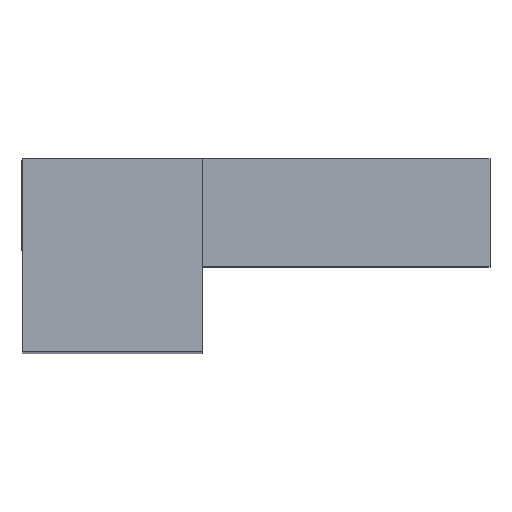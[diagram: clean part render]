
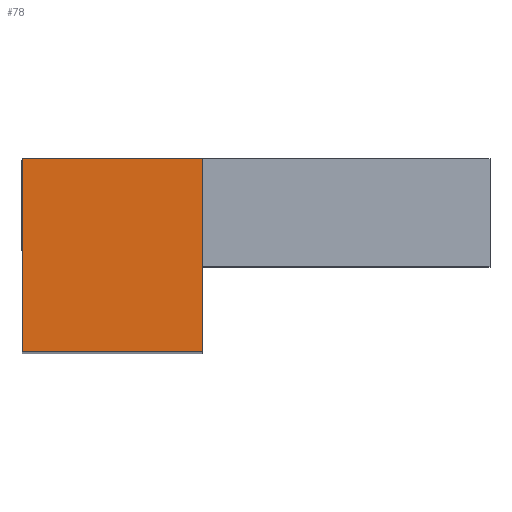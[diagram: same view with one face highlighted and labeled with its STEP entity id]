
A CAD part, top view. The second image highlights one B-rep face of the part: STEP entity #78.
In plain terms, the highlighted planar face has unit normal (0, 0, 1).
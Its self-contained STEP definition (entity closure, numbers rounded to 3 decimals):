
#56=FACE_OUTER_BOUND('',#160,.T.);
#78=ADVANCED_FACE('',(#56),#102,.T.);
#102=PLANE('',#579);
#160=EDGE_LOOP('',(#374,#375,#376,#377));
#186=LINE('',#763,#234);
#199=LINE('',#810,#247);
#208=LINE('',#831,#256);
#212=LINE('',#842,#260);
#234=VECTOR('',#609,1.);
#247=VECTOR('',#644,1.);
#256=VECTOR('',#661,1.);
#260=VECTOR('',#675,1.);
#374=ORIENTED_EDGE('',*,*,#491,.T.);
#375=ORIENTED_EDGE('',*,*,#508,.T.);
#376=ORIENTED_EDGE('',*,*,#468,.T.);
#377=ORIENTED_EDGE('',*,*,#502,.T.);
#420=VERTEX_POINT('',#762);
#421=VERTEX_POINT('',#764);
#442=VERTEX_POINT('',#808);
#444=VERTEX_POINT('',#811);
#468=EDGE_CURVE('',#421,#420,#186,.T.);
#491=EDGE_CURVE('',#444,#442,#199,.T.);
#502=EDGE_CURVE('',#420,#444,#208,.T.);
#508=EDGE_CURVE('',#442,#421,#212,.T.);
#579=AXIS2_PLACEMENT_3D('',#862,#705,#706);
#609=DIRECTION('',(0.,1.,0.));
#644=DIRECTION('',(0.,-1.,0.));
#661=DIRECTION('',(-1.,0.,0.));
#675=DIRECTION('',(1.,0.,0.));
#705=DIRECTION('',(0.,0.,1.));
#706=DIRECTION('',(1.,0.,0.));
#762=CARTESIAN_POINT('',(8.386,5.,10.));
#763=CARTESIAN_POINT('',(8.386,-4.,10.));
#764=CARTESIAN_POINT('',(8.386,-4.,10.));
#808=CARTESIAN_POINT('',(0.,-4.,10.));
#810=CARTESIAN_POINT('',(0.,5.,10.));
#811=CARTESIAN_POINT('',(0.,5.,10.));
#831=CARTESIAN_POINT('',(8.386,5.,10.));
#842=CARTESIAN_POINT('',(0.,-4.,10.));
#862=CARTESIAN_POINT('',(0.,0.,10.));
